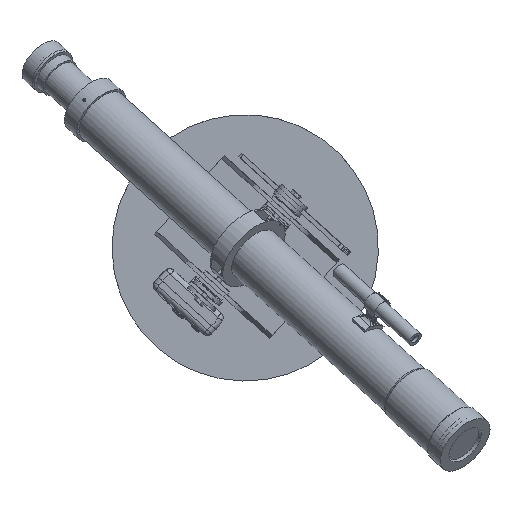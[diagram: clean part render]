
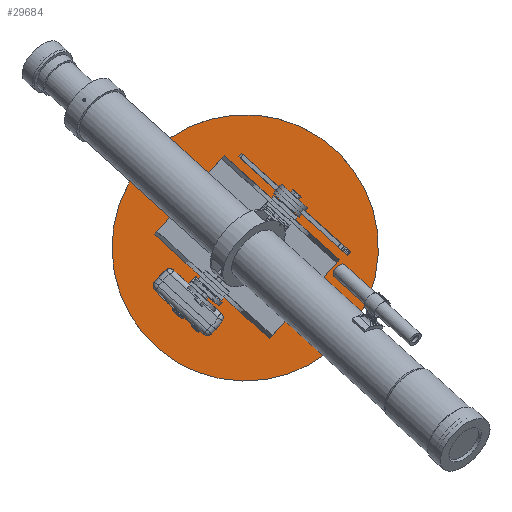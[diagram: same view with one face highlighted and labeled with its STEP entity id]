
A CAD part, top view. The second image highlights one B-rep face of the part: STEP entity #29684.
In plain terms, the highlighted face is planar.
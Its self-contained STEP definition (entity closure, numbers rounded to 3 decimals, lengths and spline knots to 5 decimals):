
#1974=CIRCLE('',#32506,0.011);
#1975=CIRCLE('',#32508,0.0016);
#1977=CIRCLE('',#32511,0.01075);
#1980=CIRCLE('',#32515,0.1714);
#1981=CIRCLE('',#32517,0.0016);
#9203=ORIENTED_EDGE('',*,*,#16865,.F.);
#9204=ORIENTED_EDGE('',*,*,#16872,.T.);
#9205=ORIENTED_EDGE('',*,*,#16869,.F.);
#9206=ORIENTED_EDGE('',*,*,#16867,.F.);
#9207=ORIENTED_EDGE('',*,*,#16873,.F.);
#16865=EDGE_CURVE('',#20855,#20856,#1974,.T.);
#16867=EDGE_CURVE('',#20857,#20857,#1975,.T.);
#16869=EDGE_CURVE('',#20859,#20859,#1977,.T.);
#16872=EDGE_CURVE('',#20855,#20856,#1980,.T.);
#16873=EDGE_CURVE('',#20861,#20861,#1981,.T.);
#20855=VERTEX_POINT('',#46531);
#20856=VERTEX_POINT('',#46533);
#20857=VERTEX_POINT('',#46537);
#20859=VERTEX_POINT('',#46542);
#20861=VERTEX_POINT('',#46550);
#24279=EDGE_LOOP('',(#9203,#9204));
#24280=EDGE_LOOP('',(#9205));
#24281=EDGE_LOOP('',(#9206));
#24282=EDGE_LOOP('',(#9207));
#26663=FACE_BOUND('',#24279,.T.);
#26664=FACE_BOUND('',#24280,.T.);
#26665=FACE_BOUND('',#24281,.T.);
#26666=FACE_BOUND('',#24282,.T.);
#28724=PLANE('',#32519);
#29684=ADVANCED_FACE('',(#26663,#26664,#26665,#26666),#28724,.T.);
#32506=AXIS2_PLACEMENT_3D('',#46532,#36788,#36789);
#32508=AXIS2_PLACEMENT_3D('',#46536,#36793,#36794);
#32511=AXIS2_PLACEMENT_3D('',#46541,#36799,#36800);
#32515=AXIS2_PLACEMENT_3D('',#46547,#36807,#36808);
#32517=AXIS2_PLACEMENT_3D('',#46549,#36811,#36812);
#32519=AXIS2_PLACEMENT_3D('',#46553,#36815,#36816);
#36788=DIRECTION('',(0.,0.,1.));
#36789=DIRECTION('',(1.,0.,0.));
#36793=DIRECTION('',(0.,0.,1.));
#36794=DIRECTION('',(1.,0.,0.));
#36799=DIRECTION('',(0.,0.,1.));
#36800=DIRECTION('',(1.,0.,0.));
#36807=DIRECTION('',(0.,0.,1.));
#36808=DIRECTION('',(1.,0.,0.));
#36811=DIRECTION('',(0.,0.,1.));
#36812=DIRECTION('',(1.,0.,0.));
#36815=DIRECTION('',(0.,0.,1.));
#36816=DIRECTION('',(1.,0.,0.));
#46531=CARTESIAN_POINT('',(0.01099,-0.17105,0.005));
#46532=CARTESIAN_POINT('',(0.,-0.1714,0.005));
#46533=CARTESIAN_POINT('',(-0.01099,-0.17105,0.005));
#46536=CARTESIAN_POINT('',(-0.0156,-0.1555,0.005));
#46537=CARTESIAN_POINT('',(-0.014,-0.1555,0.005));
#46541=CARTESIAN_POINT('',(0.,0.,0.005));
#46542=CARTESIAN_POINT('',(0.01075,0.,0.005));
#46547=CARTESIAN_POINT('',(0.,0.,0.005));
#46549=CARTESIAN_POINT('',(0.0159,-0.1555,0.005));
#46550=CARTESIAN_POINT('',(0.0175,-0.1555,0.005));
#46553=CARTESIAN_POINT('',(0.,-0.0105,0.005));
